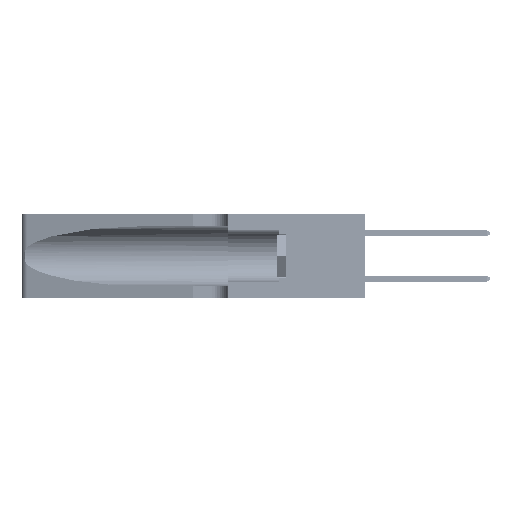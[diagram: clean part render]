
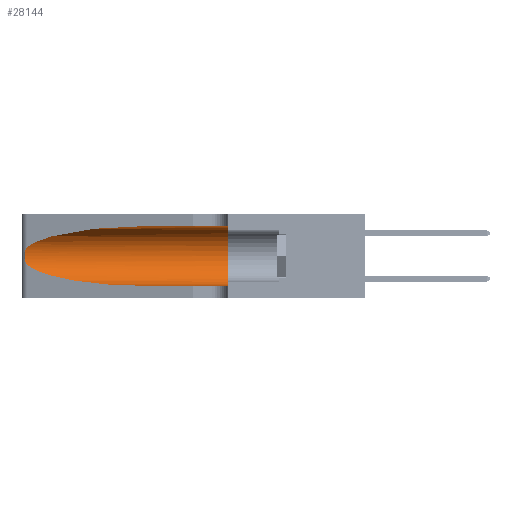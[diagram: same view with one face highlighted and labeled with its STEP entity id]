
A CAD part, left-side view. The second image highlights one B-rep face of the part: STEP entity #28144.
In plain terms, the highlighted cylindrical face has radius 3.308 mm (diameter 6.617 mm), a partial arc.
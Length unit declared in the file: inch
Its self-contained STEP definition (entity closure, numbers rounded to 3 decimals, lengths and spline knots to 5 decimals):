
#292 = AXIS2_PLACEMENT_3D ( 'NONE', #42561, #26400, #2270 ) ;
#2270 = DIRECTION ( 'NONE',  ( 0., 0., -1. ) ) ;
#2710 =( BOUNDED_CURVE ( )  B_SPLINE_CURVE ( 3, ( #24695, #20344, #4725, #36169 ),
 .UNSPECIFIED., .F., .T. ) 
 B_SPLINE_CURVE_WITH_KNOTS ( ( 4, 4 ),
 ( 1.5708, 2.84003 ),
 .UNSPECIFIED. ) 
 CURVE ( )  GEOMETRIC_REPRESENTATION_ITEM ( )  RATIONAL_B_SPLINE_CURVE ( ( 1., 0.87, 0.87, 1. ) ) 
 REPRESENTATION_ITEM ( '' )  );
#3132 = DIRECTION ( 'NONE',  ( 0., -1., 0. ) ) ;
#4725 = CARTESIAN_POINT ( 'NONE',  ( 0.2373, 1.15595, 0.28018 ) ) ;
#5329 = CARTESIAN_POINT ( 'NONE',  ( 0.25555, 1.22993, 0.14849 ) ) ;
#6772 = FACE_OUTER_BOUND ( 'NONE', #37052, .T. ) ;
#7315 = VECTOR ( 'NONE', #18195, 39.37008 ) ;
#8980 = CARTESIAN_POINT ( 'NONE',  ( 0.25789, 1.23486, 0.15765 ) ) ;
#9225 =( BOUNDED_CURVE ( )  B_SPLINE_CURVE ( 3, ( #32327, #12221, #36517, #36348 ),
 .UNSPECIFIED., .F., .T. ) 
 B_SPLINE_CURVE_WITH_KNOTS ( ( 4, 4 ),
 ( 3.44316, 4.71239 ),
 .UNSPECIFIED. ) 
 CURVE ( )  GEOMETRIC_REPRESENTATION_ITEM ( )  RATIONAL_B_SPLINE_CURVE ( ( 1., 0.87, 0.87, 1. ) ) 
 REPRESENTATION_ITEM ( '' )  );
#10396 = DIRECTION ( 'NONE',  ( 0., 1., 0. ) ) ;
#11085 = VECTOR ( 'NONE', #3132, 39.37008 ) ;
#11086 = CARTESIAN_POINT ( 'NONE',  ( 0.1305, 0.35, 0.05475 ) ) ;
#11453 = B_SPLINE_CURVE_WITH_KNOTS ( 'NONE', 3,
 ( #44743, #13487, #21101, #44563, #32914, #32561, #33093, #29091, #28588, #33269, #8980, #12802, #5329, #29268 ),
 .UNSPECIFIED., .F., .F.,
 ( 4, 2, 2, 2, 2, 2, 4 ),
 ( 0., 0.00027, 0.00053, 0.00107, 0.0016, 0.00187, 0.00214 ),
 .UNSPECIFIED. ) ;
#11920 = CARTESIAN_POINT ( 'NONE',  ( 0.25487, 1.22718, 0.14631 ) ) ;
#12221 = CARTESIAN_POINT ( 'NONE',  ( 0.2373, 1.15595, 0.08982 ) ) ;
#12361 = VERTEX_POINT ( 'NONE', #49802 ) ;
#12802 = CARTESIAN_POINT ( 'NONE',  ( 0.25639, 1.23186, 0.15144 ) ) ;
#12898 = LINE ( 'NONE', #18539, #7315 ) ;
#13487 = CARTESIAN_POINT ( 'NONE',  ( 0.25555, 1.22994, 0.2215 ) ) ;
#13894 = VERTEX_POINT ( 'NONE', #31697 ) ;
#18151 = VERTEX_POINT ( 'NONE', #31691 ) ;
#18195 = DIRECTION ( 'NONE',  ( 0., -1., 0. ) ) ;
#18539 = CARTESIAN_POINT ( 'NONE',  ( 0.1305, 1.61858, 0.31525 ) ) ;
#19483 = EDGE_CURVE ( 'NONE', #18151, #13894, #2710, .T. ) ;
#20296 = EDGE_CURVE ( 'NONE', #18151, #30259, #12898, .T. ) ;
#20344 = CARTESIAN_POINT ( 'NONE',  ( 0.18966, 0.96281, 0.31525 ) ) ;
#20423 = VERTEX_POINT ( 'NONE', #11086 ) ;
#20837 = EDGE_CURVE ( 'NONE', #13894, #40915, #11453, .T. ) ;
#21101 = CARTESIAN_POINT ( 'NONE',  ( 0.25639, 1.23184, 0.21858 ) ) ;
#24695 = CARTESIAN_POINT ( 'NONE',  ( 0.1305, 0.72297, 0.31525 ) ) ;
#24811 = ORIENTED_EDGE ( 'NONE', *, *, #25345, .F. ) ;
#25240 = ORIENTED_EDGE ( 'NONE', *, *, #20296, .F. ) ;
#25345 = EDGE_CURVE ( 'NONE', #30259, #20423, #49339, .T. ) ;
#26374 = CARTESIAN_POINT ( 'NONE',  ( 0.1305, 0.35, 0.31525 ) ) ;
#26400 = DIRECTION ( 'NONE',  ( 0., -1., 0. ) ) ;
#28144 = ADVANCED_FACE ( 'NONE', ( #6772 ), #34089, .F. ) ;
#28174 = EDGE_CURVE ( 'NONE', #12361, #20423, #47721, .T. ) ;
#28588 = CARTESIAN_POINT ( 'NONE',  ( 0.26017, 1.23833, 0.17102 ) ) ;
#29091 = CARTESIAN_POINT ( 'NONE',  ( 0.26075, 1.23896, 0.178 ) ) ;
#29268 = CARTESIAN_POINT ( 'NONE',  ( 0.25487, 1.22718, 0.14631 ) ) ;
#29327 = EDGE_CURVE ( 'NONE', #40915, #12361, #9225, .T. ) ;
#30259 = VERTEX_POINT ( 'NONE', #26374 ) ;
#31691 = CARTESIAN_POINT ( 'NONE',  ( 0.1305, 0.72297, 0.31525 ) ) ;
#31697 = CARTESIAN_POINT ( 'NONE',  ( 0.25487, 1.22718, 0.22369 ) ) ;
#32327 = CARTESIAN_POINT ( 'NONE',  ( 0.25487, 1.22718, 0.14631 ) ) ;
#32561 = CARTESIAN_POINT ( 'NONE',  ( 0.26018, 1.23835, 0.19895 ) ) ;
#32914 = CARTESIAN_POINT ( 'NONE',  ( 0.25854, 1.2359, 0.20912 ) ) ;
#33093 = CARTESIAN_POINT ( 'NONE',  ( 0.26075, 1.23896, 0.19203 ) ) ;
#33198 = ORIENTED_EDGE ( 'NONE', *, *, #28174, .T. ) ;
#33269 = CARTESIAN_POINT ( 'NONE',  ( 0.25856, 1.23593, 0.16098 ) ) ;
#34089 = CYLINDRICAL_SURFACE ( 'NONE', #292, 0.13025 ) ;
#34506 = CARTESIAN_POINT ( 'NONE',  ( 0.1305, 0.35, 0.185 ) ) ;
#36169 = CARTESIAN_POINT ( 'NONE',  ( 0.25487, 1.22718, 0.22369 ) ) ;
#36348 = CARTESIAN_POINT ( 'NONE',  ( 0.1305, 0.72297, 0.05475 ) ) ;
#36517 = CARTESIAN_POINT ( 'NONE',  ( 0.18966, 0.96281, 0.05475 ) ) ;
#37052 = EDGE_LOOP ( 'NONE', ( #50694, #41216, #49067, #33198, #24811, #25240 ) ) ;
#38694 = DIRECTION ( 'NONE',  ( 0., 0., 1. ) ) ;
#40915 = VERTEX_POINT ( 'NONE', #11920 ) ;
#41216 = ORIENTED_EDGE ( 'NONE', *, *, #20837, .T. ) ;
#41484 = AXIS2_PLACEMENT_3D ( 'NONE', #34506, #10396, #38694 ) ;
#42561 = CARTESIAN_POINT ( 'NONE',  ( 0.1305, 1.61858, 0.185 ) ) ;
#44563 = CARTESIAN_POINT ( 'NONE',  ( 0.25787, 1.23484, 0.2124 ) ) ;
#44743 = CARTESIAN_POINT ( 'NONE',  ( 0.25487, 1.22718, 0.22369 ) ) ;
#47721 = LINE ( 'NONE', #50007, #11085 ) ;
#49067 = ORIENTED_EDGE ( 'NONE', *, *, #29327, .T. ) ;
#49339 = CIRCLE ( 'NONE', #41484, 0.13025 ) ;
#49802 = CARTESIAN_POINT ( 'NONE',  ( 0.1305, 0.72297, 0.05475 ) ) ;
#50007 = CARTESIAN_POINT ( 'NONE',  ( 0.1305, 1.61858, 0.05475 ) ) ;
#50694 = ORIENTED_EDGE ( 'NONE', *, *, #19483, .T. ) ;
